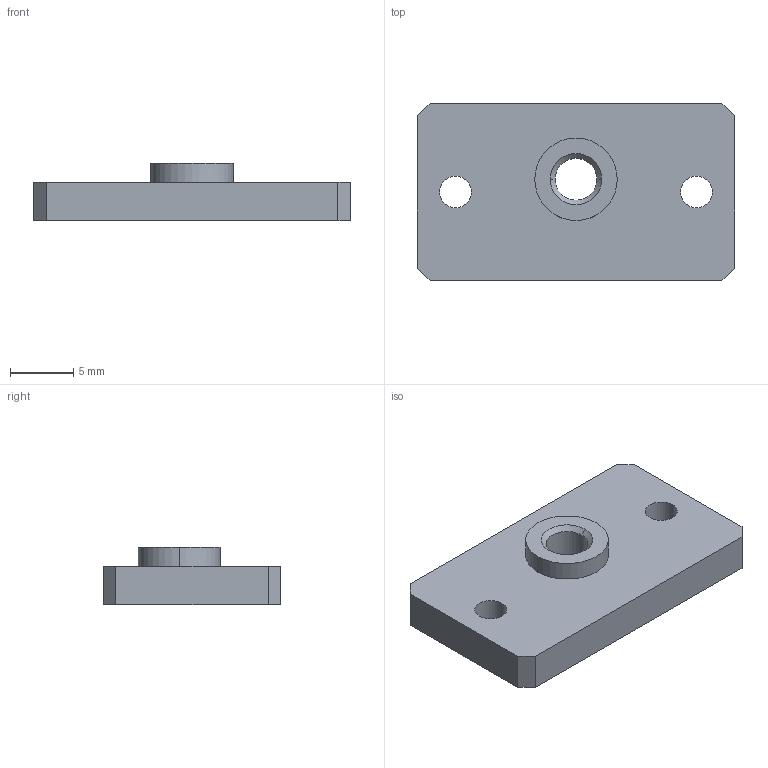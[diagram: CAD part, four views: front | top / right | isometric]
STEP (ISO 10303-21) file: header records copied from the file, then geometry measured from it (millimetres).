
FILE_DESCRIPTION (( 'STEP AP214' ), '1' );
FILE_NAME ('Z-Axis_Belt_Tentioner.STEP', '2023-11-05T08:00:23', ( '' ), ( '' ), 'SwSTEP 2.0', 'SolidWorks 2023', '' );
FILE_SCHEMA (( 'AUTOMOTIVE_DESIGN' ));
Length unit declared in the file: millimetre
Products named in the file (1): Z-Axis_Belt_Tentioner
Bounding box: 25 x 14 x 4.5 mm (x, y, z)
Volume: 1023.6 mm3; surface area: 1004.1 mm2
Topology: 1 solids, 1 shells, 27 faces, 64 edges, 40 vertices
Faces by surface type: plane 11, cone 8, cylinder 8
Entity records: 879 total; most frequent: DIRECTION 144, CARTESIAN_POINT 132, ORIENTED_EDGE 128, EDGE_CURVE 64, AXIS2_PLACEMENT_3D 52, VERTEX_POINT 40, VECTOR 40, LINE 40
